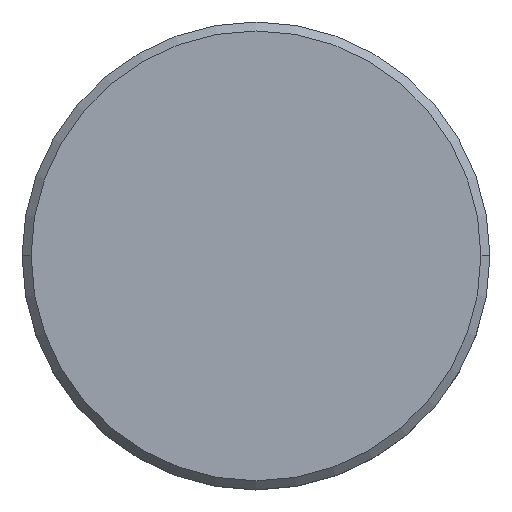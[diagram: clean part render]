
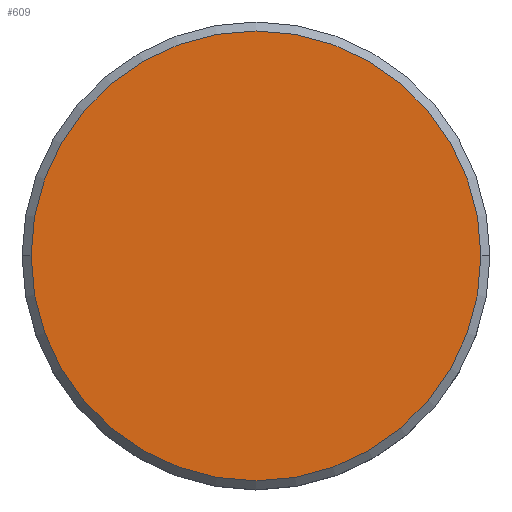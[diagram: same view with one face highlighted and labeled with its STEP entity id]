
A CAD part, top view. The second image highlights one B-rep face of the part: STEP entity #609.
In plain terms, the highlighted planar face has unit normal (0, 0, 1).
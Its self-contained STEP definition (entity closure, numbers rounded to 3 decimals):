
#38 = FACE_OUTER_BOUND ( 'NONE', #495, .T. ) ;
#86 = VERTEX_POINT ( 'NONE', #608 ) ;
#101 = CARTESIAN_POINT ( 'NONE',  ( 0., 0., 0. ) ) ;
#131 = AXIS2_PLACEMENT_3D ( 'NONE', #665, #182, #404 ) ;
#182 = DIRECTION ( 'NONE',  ( 0., 0., 1. ) ) ;
#189 = DIRECTION ( 'NONE',  ( 1., 0., 0. ) ) ;
#235 = AXIS2_PLACEMENT_3D ( 'NONE', #101, #931, #189 ) ;
#240 = CARTESIAN_POINT ( 'NONE',  ( 12.5, 0., 0. ) ) ;
#259 = DIRECTION ( 'NONE',  ( 0., 0., 1. ) ) ;
#272 = AXIS2_PLACEMENT_3D ( 'NONE', #662, #259, #1058 ) ;
#382 = ORIENTED_EDGE ( 'NONE', *, *, #434, .T. ) ;
#404 = DIRECTION ( 'NONE',  ( 1., 0., 0. ) ) ;
#412 = EDGE_CURVE ( 'NONE', #726, #86, #509, .T. ) ;
#434 = EDGE_CURVE ( 'NONE', #86, #726, #952, .T. ) ;
#478 = ORIENTED_EDGE ( 'NONE', *, *, #412, .T. ) ;
#495 = EDGE_LOOP ( 'NONE', ( #382, #478 ) ) ;
#509 = CIRCLE ( 'NONE', #131, 12.5 ) ;
#540 = PLANE ( 'NONE',  #235 ) ;
#608 = CARTESIAN_POINT ( 'NONE',  ( -12.5, 0., 0. ) ) ;
#609 = ADVANCED_FACE ( 'NONE', ( #38 ), #540, .T. ) ;
#662 = CARTESIAN_POINT ( 'NONE',  ( 0., 0., 0. ) ) ;
#665 = CARTESIAN_POINT ( 'NONE',  ( 0., 0., 0. ) ) ;
#726 = VERTEX_POINT ( 'NONE', #240 ) ;
#931 = DIRECTION ( 'NONE',  ( 0., 0., 1. ) ) ;
#952 = CIRCLE ( 'NONE', #272, 12.5 ) ;
#1058 = DIRECTION ( 'NONE',  ( 1., 0., 0. ) ) ;
